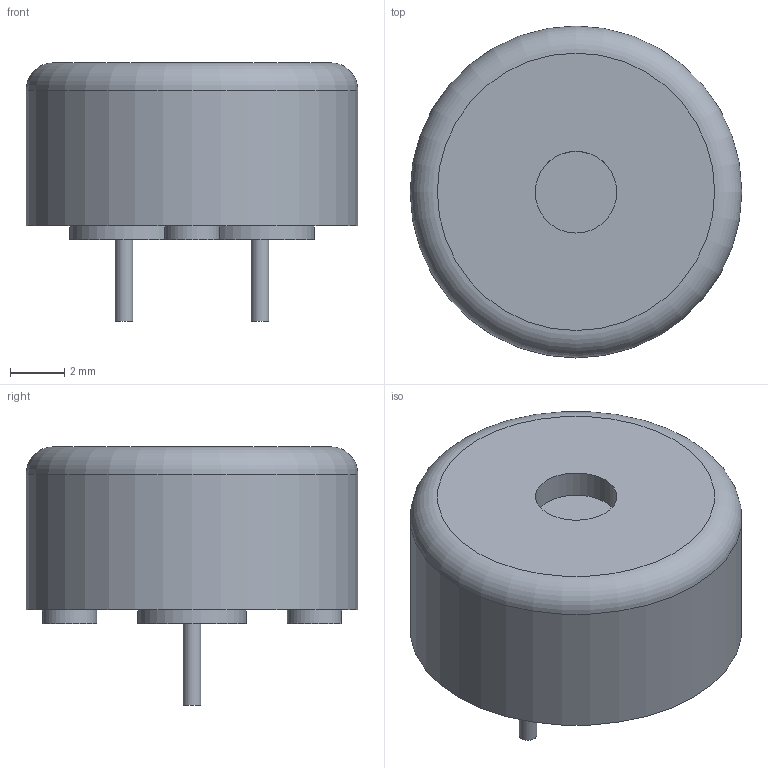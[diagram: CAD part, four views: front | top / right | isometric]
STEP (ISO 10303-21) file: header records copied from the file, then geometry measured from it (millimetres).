
FILE_DESCRIPTION(('FreeCAD Model'),'2;1');
FILE_NAME('PS12_Buzzer.step', '2018-09-21T13:00:18',('kicad StepUp'),('ksu MCAD'), 'Open CASCADE STEP processor 7.3','FreeCAD','Unknown');
FILE_SCHEMA(('AUTOMOTIVE_DESIGN { 1 0 10303 214 1 1 1 1 }'));
Length unit declared in the file: millimetre
Products named in the file (1): PS12_Buzzer
Bounding box: 12.2 x 12.2 x 9.5 mm (x, y, z)
Volume: 704.1 mm3; surface area: 487.4 mm2
Topology: 1 solids, 1 shells, 18 faces, 26 edges, 17 vertices
Faces by surface type: plane 9, cylinder 8, torus 1
Full cylindrical faces by diameter (mm): 0.65 x2, 2 x2, 3 x1, 4 x2, 12.2 x1
Entity records: 876 total; most frequent: DIRECTION 132, CARTESIAN_POINT 116, ORIENTED_EDGE 52, PCURVE 52, DEFINITIONAL_REPRESENTATION 52, LINE 42, VECTOR 42, AXIS2_PLACEMENT_3D 37
